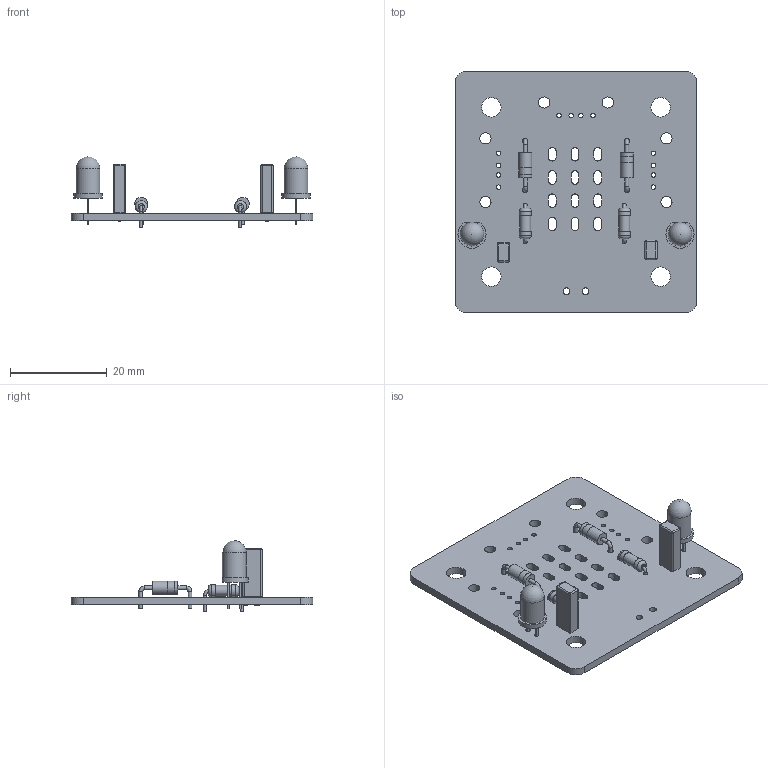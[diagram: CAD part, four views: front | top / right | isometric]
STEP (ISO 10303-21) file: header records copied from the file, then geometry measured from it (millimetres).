
FILE_DESCRIPTION(('KiCad electronic assembly'),'2;1');
FILE_NAME('USB-switch-v2.step','2024-11-12T22:48:23',('Pcbnew'),('Kicad' ),'Open CASCADE STEP processor 7.8','KiCad to STEP converter', 'Unknown');
FILE_SCHEMA(('AUTOMOTIVE_DESIGN { 1 0 10303 214 1 1 1 1 }'));
Length unit declared in the file: millimetre
Products named in the file (10): USB-switch-v2 1; LED_D5.0mm; D_DO-41_SOD81_P10.16mm_Horizontal; C_Rect_L4.0mm_W2.5mm_P2.50mm; C_Rect_L40mm_W25mm_P250mm; R_Axial_DIN0207_L6.3mm_D2.5mm_P7.62mm_Horizontal; R_Axial_DIN0207_L63mm_D25mm_P762mm_Horizontal; USB-switch-v2_PCB
Assembly tree (13 placements, depth 3):
  USB-switch-v2 1
    LED_D5.0mm  x2
      LED_D5.0mm
    D_DO-41_SOD81_P10.16mm_Horizontal  x2
      D_DO-41_SOD81_P10.16mm_Horizontal
    C_Rect_L4.0mm_W2.5mm_P2.50mm  x2
      C_Rect_L40mm_W25mm_P250mm
    R_Axial_DIN0207_L6.3mm_D2.5mm_P7.62mm_Horizontal  x2
      R_Axial_DIN0207_L63mm_D25mm_P762mm_Horizontal
    USB-switch-v2_PCB
Bounding box: 50 x 50 x 14.6 mm (x, y, z)
Volume: 4403.6 mm3; surface area: 6438.8 mm2
Topology: 9 solids, 9 shells, 234 faces, 542 edges, 342 vertices
Faces by surface type: cylinder 116, plane 96, torus 12, sphere 10
Full cylindrical faces by diameter (mm): 0.5 x4, 0.6 x4, 0.8 x16, 0.9 x4, 0.92 x12, 1.1 x4, 1.4 x2, 2.25 x2, 2.3 x6, 2.5 x4, 2.7 x4, 2.72 x2, 4 x4, 4.9 x2
Entity records: 6201 total; most frequent: CARTESIAN_POINT 1189, DIRECTION 961, ORIENTED_EDGE 820, EDGE_CURVE 410, AXIS2_PLACEMENT_3D 373, FACE_BOUND 283, EDGE_LOOP 283, VERTEX_POINT 267
